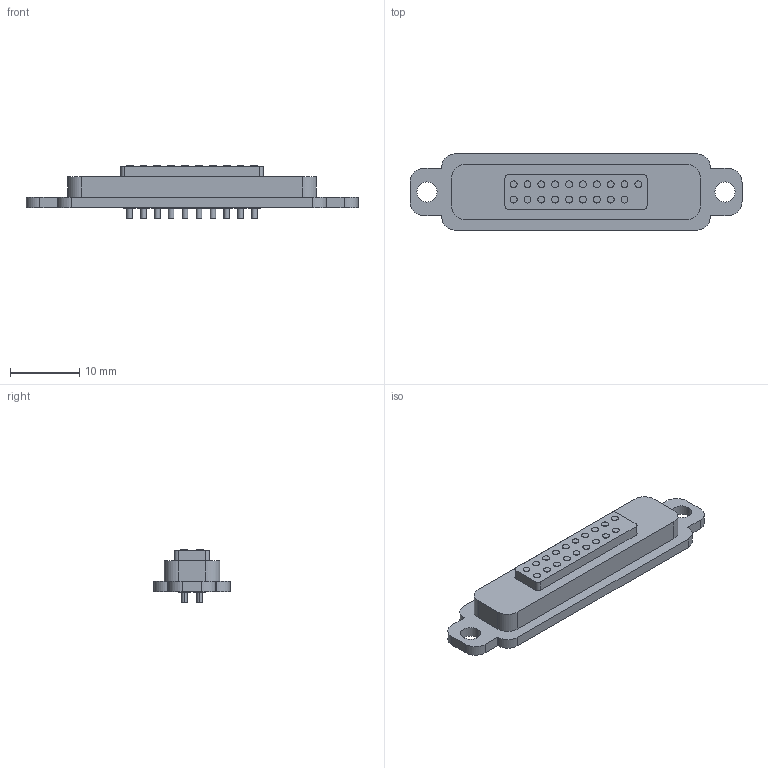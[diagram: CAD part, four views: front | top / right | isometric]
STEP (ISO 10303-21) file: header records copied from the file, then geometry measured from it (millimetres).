
FILE_DESCRIPTION(('CATIA V5 STEP Exchange'),'2;1');
FILE_NAME('Pogo connector 19 pins female.stp','2023-07-27T18:35:40+00:00',('none'),('none'),'CATIA Version 5 Release 17 (IN-10)','CATIA V5 STEP AP214','none');
FILE_SCHEMA(('AUTOMOTIVE_DESIGN { 1 0 10303 214 1 1 1 1 }'));
Length unit declared in the file: millimetre
Products named in the file (1): Pogo connector 19 pins female
Bounding box: 47.9 x 11 x 7.55 mm (x, y, z)
Volume: 1721.6 mm3; surface area: 1539 mm2
Topology: 1 solids, 1 shells, 225 faces, 486 edges, 324 vertices
Faces by surface type: cylinder 134, plane 91
Entity records: 6623 total; most frequent: ORIENTED_EDGE 972, CARTESIAN_POINT 916, DIRECTION 696, EDGE_CURVE 486, AXIS2_PLACEMENT_3D 374, VERTEX_POINT 324, EDGE_LOOP 290, CIRCLE 268
